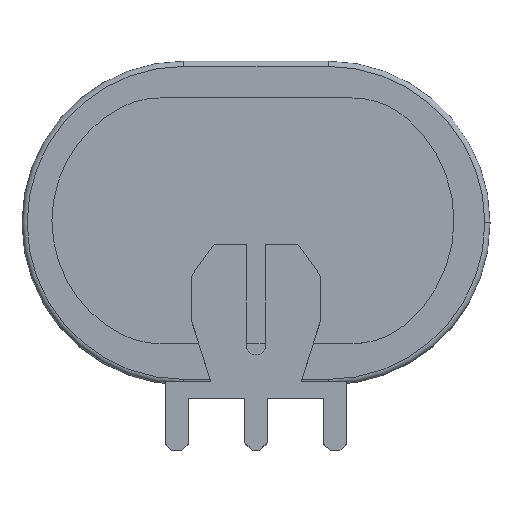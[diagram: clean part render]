
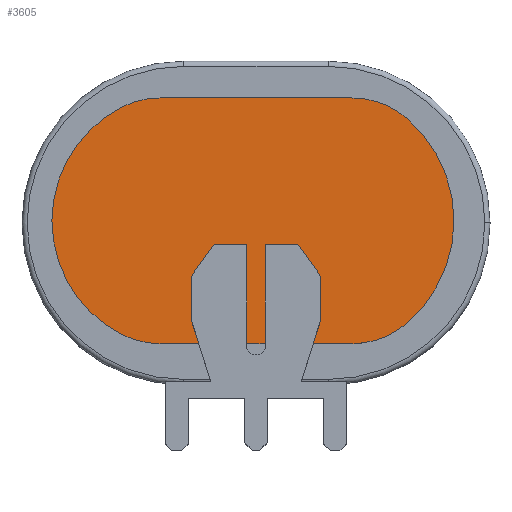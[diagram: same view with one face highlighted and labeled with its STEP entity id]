
A CAD part, top view. The second image highlights one B-rep face of the part: STEP entity #3605.
In plain terms, the highlighted planar face has unit normal (0, 0, 1).
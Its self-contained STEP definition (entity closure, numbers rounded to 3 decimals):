
#3327=CARTESIAN_POINT('',(11.612,8.126,15.1));
#3328=VERTEX_POINT('',#3327);
#3335=CARTESIAN_POINT('',(11.612,-7.801,15.1));
#3336=VERTEX_POINT('',#3335);
#3337=CARTESIAN_POINT('',(4.878,0.162,15.1));
#3338=DIRECTION('',(0.,0.,1.));
#3339=DIRECTION('',(1.,0.,-0.));
#3340=AXIS2_PLACEMENT_3D('',#3337,#3338,#3339);
#3341=CIRCLE('',#3340,10.429);
#3342=EDGE_CURVE('',#3336,#3328,#3341,.T.);
#3358=CARTESIAN_POINT('',(-7.421,9.662,15.1));
#3359=VERTEX_POINT('',#3358);
#3360=CARTESIAN_POINT('',(7.415,9.662,15.1));
#3361=VERTEX_POINT('',#3360);
#3362=CARTESIAN_POINT('',(-7.421,9.662,15.1));
#3363=DIRECTION('',(1.,0.,0.));
#3364=VECTOR('',#3363,14.836);
#3365=LINE('',#3362,#3364);
#3366=EDGE_CURVE('',#3359,#3361,#3365,.T.);
#3389=CARTESIAN_POINT('',(-15.78,0.162,15.1));
#3390=VERTEX_POINT('',#3389);
#3397=CARTESIAN_POINT('',(-10.313,8.984,15.1));
#3398=VERTEX_POINT('',#3397);
#3399=CARTESIAN_POINT('',(-5.93,0.162,15.1));
#3400=DIRECTION('',(0.,0.,1.));
#3401=DIRECTION('',(1.,0.,-0.));
#3402=AXIS2_PLACEMENT_3D('',#3399,#3400,#3401);
#3403=CIRCLE('',#3402,9.85);
#3404=EDGE_CURVE('',#3398,#3390,#3403,.T.);
#3421=CARTESIAN_POINT('',(7.415,-9.338,15.1));
#3422=VERTEX_POINT('',#3421);
#3423=CARTESIAN_POINT('',(4.42,-9.338,15.1));
#3424=VERTEX_POINT('',#3423);
#3425=CARTESIAN_POINT('',(7.415,-9.338,15.1));
#3426=DIRECTION('',(-1.,-0.,0.));
#3427=VECTOR('',#3426,2.995);
#3428=LINE('',#3425,#3427);
#3429=EDGE_CURVE('',#3422,#3424,#3428,.T.);
#3431=CARTESIAN_POINT('',(0.7,-9.338,15.1));
#3432=VERTEX_POINT('',#3431);
#3439=CARTESIAN_POINT('',(-0.706,-9.338,15.1));
#3440=VERTEX_POINT('',#3439);
#3441=CARTESIAN_POINT('',(0.7,-9.338,15.1));
#3442=DIRECTION('',(-1.,-0.,0.));
#3443=VECTOR('',#3442,1.406);
#3444=LINE('',#3441,#3443);
#3445=EDGE_CURVE('',#3432,#3440,#3444,.T.);
#3447=CARTESIAN_POINT('',(-4.42,-9.338,15.1));
#3448=VERTEX_POINT('',#3447);
#3455=CARTESIAN_POINT('',(-7.421,-9.338,15.1));
#3456=VERTEX_POINT('',#3455);
#3457=CARTESIAN_POINT('',(-4.42,-9.338,15.1));
#3458=DIRECTION('',(-1.,-0.,0.));
#3459=VECTOR('',#3458,3.001);
#3460=LINE('',#3457,#3459);
#3461=EDGE_CURVE('',#3448,#3456,#3460,.T.);
#3479=CARTESIAN_POINT('',(0.,0.,15.1));
#3480=DIRECTION('',(0.,0.,1.));
#3481=DIRECTION('',(1.,0.,0.));
#3482=AXIS2_PLACEMENT_3D('',#3479,#3480,#3481);
#3483=PLANE('',#3482);
#3484=CARTESIAN_POINT('',(-5.,-7.5,15.1));
#3485=VERTEX_POINT('',#3484);
#3486=CARTESIAN_POINT('',(-5.,-7.5,15.1));
#3487=DIRECTION('',(0.301,-0.954,0.));
#3488=VECTOR('',#3487,1.927);
#3489=LINE('',#3486,#3488);
#3490=EDGE_CURVE('',#3485,#3448,#3489,.T.);
#3491=ORIENTED_EDGE('',*,*,#3490,.F.);
#3492=CARTESIAN_POINT('',(-5.,-4.112,15.1));
#3493=VERTEX_POINT('',#3492);
#3494=CARTESIAN_POINT('',(-5.,-4.112,15.1));
#3495=DIRECTION('',(0.,-1.,0.));
#3496=VECTOR('',#3495,3.388);
#3497=LINE('',#3494,#3496);
#3498=EDGE_CURVE('',#3493,#3485,#3497,.T.);
#3499=ORIENTED_EDGE('',*,*,#3498,.F.);
#3500=CARTESIAN_POINT('',(-3.247,-1.675,15.1));
#3501=VERTEX_POINT('',#3500);
#3502=CARTESIAN_POINT('',(-5.,-4.112,15.1));
#3503=DIRECTION('',(0.584,0.812,0.));
#3504=VECTOR('',#3503,3.002);
#3505=LINE('',#3502,#3504);
#3506=EDGE_CURVE('',#3493,#3501,#3505,.T.);
#3507=ORIENTED_EDGE('',*,*,#3506,.T.);
#3508=CARTESIAN_POINT('',(-0.706,-1.675,15.1));
#3509=VERTEX_POINT('',#3508);
#3510=CARTESIAN_POINT('',(-3.247,-1.675,15.1));
#3511=DIRECTION('',(1.,0.,-0.));
#3512=VECTOR('',#3511,2.541);
#3513=LINE('',#3510,#3512);
#3514=EDGE_CURVE('',#3501,#3509,#3513,.T.);
#3515=ORIENTED_EDGE('',*,*,#3514,.T.);
#3516=CARTESIAN_POINT('',(-0.706,-9.338,15.1));
#3517=DIRECTION('',(0.,1.,0.));
#3518=VECTOR('',#3517,7.662);
#3519=LINE('',#3516,#3518);
#3520=EDGE_CURVE('',#3440,#3509,#3519,.T.);
#3521=ORIENTED_EDGE('',*,*,#3520,.F.);
#3522=ORIENTED_EDGE('',*,*,#3445,.F.);
#3523=CARTESIAN_POINT('',(0.7,-1.675,15.1));
#3524=VERTEX_POINT('',#3523);
#3525=CARTESIAN_POINT('',(0.7,-1.675,15.1));
#3526=DIRECTION('',(0.,-1.,0.));
#3527=VECTOR('',#3526,7.662);
#3528=LINE('',#3525,#3527);
#3529=EDGE_CURVE('',#3524,#3432,#3528,.T.);
#3530=ORIENTED_EDGE('',*,*,#3529,.F.);
#3531=CARTESIAN_POINT('',(3.247,-1.675,15.1));
#3532=VERTEX_POINT('',#3531);
#3533=CARTESIAN_POINT('',(0.7,-1.675,15.1));
#3534=DIRECTION('',(1.,0.,-0.));
#3535=VECTOR('',#3534,2.547);
#3536=LINE('',#3533,#3535);
#3537=EDGE_CURVE('',#3524,#3532,#3536,.T.);
#3538=ORIENTED_EDGE('',*,*,#3537,.T.);
#3539=CARTESIAN_POINT('',(5.,-4.112,15.1));
#3540=VERTEX_POINT('',#3539);
#3541=CARTESIAN_POINT('',(5.,-4.112,15.1));
#3542=DIRECTION('',(-0.584,0.812,0.));
#3543=VECTOR('',#3542,3.002);
#3544=LINE('',#3541,#3543);
#3545=EDGE_CURVE('',#3540,#3532,#3544,.T.);
#3546=ORIENTED_EDGE('',*,*,#3545,.F.);
#3547=CARTESIAN_POINT('',(5.,-7.5,15.1));
#3548=VERTEX_POINT('',#3547);
#3549=CARTESIAN_POINT('',(5.,-4.112,15.1));
#3550=DIRECTION('',(0.,-1.,0.));
#3551=VECTOR('',#3550,3.388);
#3552=LINE('',#3549,#3551);
#3553=EDGE_CURVE('',#3540,#3548,#3552,.T.);
#3554=ORIENTED_EDGE('',*,*,#3553,.T.);
#3555=CARTESIAN_POINT('',(5.,-7.5,15.1));
#3556=DIRECTION('',(-0.301,-0.954,0.));
#3557=VECTOR('',#3556,1.927);
#3558=LINE('',#3555,#3557);
#3559=EDGE_CURVE('',#3548,#3424,#3558,.T.);
#3560=ORIENTED_EDGE('',*,*,#3559,.T.);
#3561=ORIENTED_EDGE('',*,*,#3429,.F.);
#3562=CARTESIAN_POINT('',(7.415,-2.838,15.1));
#3563=DIRECTION('',(0.,0.,1.));
#3564=DIRECTION('',(1.,0.,-0.));
#3565=AXIS2_PLACEMENT_3D('',#3562,#3563,#3564);
#3566=CIRCLE('',#3565,6.5);
#3567=EDGE_CURVE('',#3422,#3336,#3566,.T.);
#3568=ORIENTED_EDGE('',*,*,#3567,.T.);
#3569=ORIENTED_EDGE('',*,*,#3342,.T.);
#3570=CARTESIAN_POINT('',(7.415,3.162,15.1));
#3571=DIRECTION('',(0.,0.,1.));
#3572=DIRECTION('',(1.,0.,-0.));
#3573=AXIS2_PLACEMENT_3D('',#3570,#3571,#3572);
#3574=CIRCLE('',#3573,6.5);
#3575=EDGE_CURVE('',#3328,#3361,#3574,.T.);
#3576=ORIENTED_EDGE('',*,*,#3575,.T.);
#3577=ORIENTED_EDGE('',*,*,#3366,.F.);
#3578=CARTESIAN_POINT('',(-7.421,3.162,15.1));
#3579=DIRECTION('',(0.,0.,1.));
#3580=DIRECTION('',(1.,0.,-0.));
#3581=AXIS2_PLACEMENT_3D('',#3578,#3579,#3580);
#3582=CIRCLE('',#3581,6.5);
#3583=EDGE_CURVE('',#3359,#3398,#3582,.T.);
#3584=ORIENTED_EDGE('',*,*,#3583,.T.);
#3585=ORIENTED_EDGE('',*,*,#3404,.T.);
#3586=CARTESIAN_POINT('',(-10.313,-8.659,15.1));
#3587=VERTEX_POINT('',#3586);
#3588=CARTESIAN_POINT('',(-5.93,0.162,15.1));
#3589=DIRECTION('',(0.,0.,1.));
#3590=DIRECTION('',(1.,0.,-0.));
#3591=AXIS2_PLACEMENT_3D('',#3588,#3589,#3590);
#3592=CIRCLE('',#3591,9.85);
#3593=EDGE_CURVE('',#3390,#3587,#3592,.T.);
#3594=ORIENTED_EDGE('',*,*,#3593,.T.);
#3595=CARTESIAN_POINT('',(-7.421,-2.838,15.1));
#3596=DIRECTION('',(0.,0.,1.));
#3597=DIRECTION('',(1.,0.,-0.));
#3598=AXIS2_PLACEMENT_3D('',#3595,#3596,#3597);
#3599=CIRCLE('',#3598,6.5);
#3600=EDGE_CURVE('',#3587,#3456,#3599,.T.);
#3601=ORIENTED_EDGE('',*,*,#3600,.T.);
#3602=ORIENTED_EDGE('',*,*,#3461,.F.);
#3603=EDGE_LOOP('',(#3491,#3499,#3507,#3515,#3521,#3522,#3530,#3538,#3546,#3554,#3560,#3561,#3568,#3569,#3576,#3577,#3584,#3585,#3594,#3601,#3602));
#3604=FACE_BOUND('',#3603,.T.);
#3605=ADVANCED_FACE('',(#3604),#3483,.T.);
